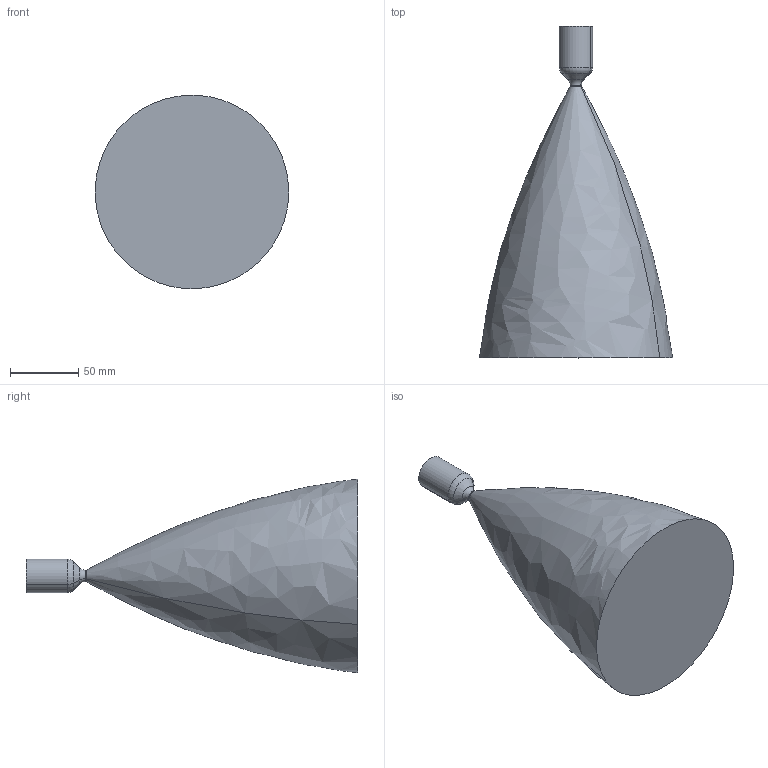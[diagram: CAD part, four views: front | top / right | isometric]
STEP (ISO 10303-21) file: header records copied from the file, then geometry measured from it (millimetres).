
FILE_DESCRIPTION(/* description */ (''),/* implementation_level */ '2;1');
FILE_NAME(/* name */ 'Nozzle_StepAP203',/* time_stamp */ '2020-02-05T15:34:56-05:00',/* author */ ('User'),/* organization */ ('Siemens PLM Software'),/* preprocessor_version */ 'ST-DEVELOPER v16.7',/* originating_system */ 'FEMAP 2019.1.1',/* authorisation */ $);
FILE_SCHEMA (('CONFIG_CONTROL_DESIGN'));
Length unit declared in the file: millimetre
Products named in the file (1): XMTE83C
Bounding box: 141.91 x 243.59 x 142 mm (x, y, z)
Volume: 1539355.2 mm3; surface area: 78670.7 mm2
Topology: 1 solids, 1 shells, 14 faces, 26 edges, 14 vertices
Faces by surface type: torus 6, bspline 2, cone 2, cylinder 2, plane 2
Entity records: 472 total; most frequent: CARTESIAN_POINT 165, DIRECTION 66, ORIENTED_EDGE 52, AXIS2_PLACEMENT_3D 31, EDGE_CURVE 26, CIRCLE 18, VERTEX_POINT 14, EDGE_LOOP 14
